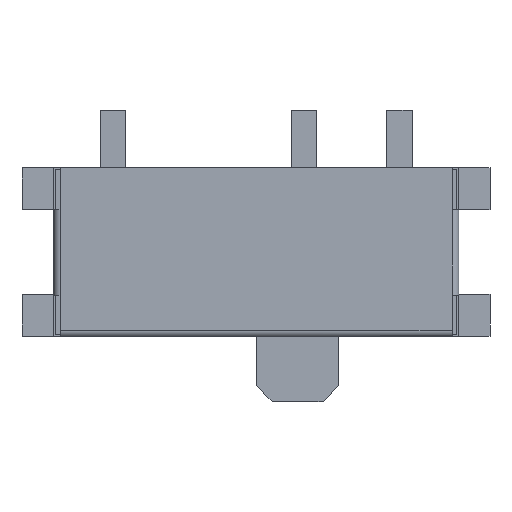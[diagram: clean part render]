
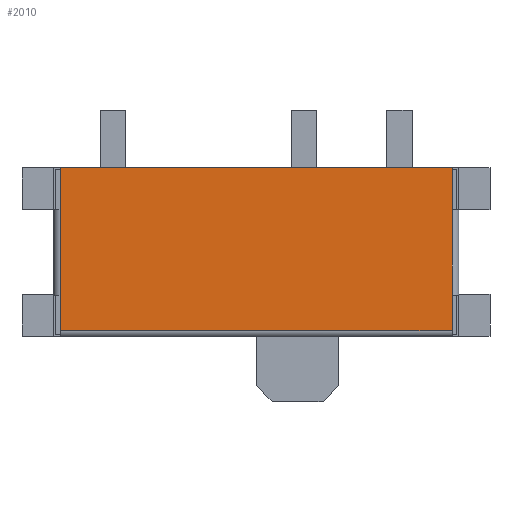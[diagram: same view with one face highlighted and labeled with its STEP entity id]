
A CAD part, top view. The second image highlights one B-rep face of the part: STEP entity #2010.
In plain terms, the highlighted planar face has unit normal (0, 0, 1).
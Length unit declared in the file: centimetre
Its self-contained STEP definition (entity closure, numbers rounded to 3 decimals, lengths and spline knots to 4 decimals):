
#11 = VERTEX_POINT ( 'NONE', #1274 ) ;
#22 = EDGE_CURVE ( 'NONE', #150, #1135, #2363, .T. ) ;
#37 = CARTESIAN_POINT ( 'NONE',  ( 0.3081, -0.0675, 0.14 ) ) ;
#122 = DIRECTION ( 'NONE',  ( -1., 0., 0. ) ) ;
#150 = VERTEX_POINT ( 'NONE', #4405 ) ;
#369 = ORIENTED_EDGE ( 'NONE', *, *, #22, .T. ) ;
#374 = VECTOR ( 'NONE', #4107, 100. ) ;
#545 = CARTESIAN_POINT ( 'NONE',  ( 0., -0.1232, 0.14 ) ) ;
#608 = CARTESIAN_POINT ( 'NONE',  ( 0.3077, 0.0005, 0.14 ) ) ;
#633 = CARTESIAN_POINT ( 'NONE',  ( 0.3077, 0.0669, 0.14 ) ) ;
#641 = ORIENTED_EDGE ( 'NONE', *, *, #2566, .T. ) ;
#883 = EDGE_CURVE ( 'NONE', #1135, #11, #1049, .T. ) ;
#885 = CARTESIAN_POINT ( 'NONE',  ( 0.3077, 0.133, 0.14 ) ) ;
#927 = ORIENTED_EDGE ( 'NONE', *, *, #1810, .T. ) ;
#965 = VERTEX_POINT ( 'NONE', #37 ) ;
#1049 = LINE ( 'NONE', #3148, #2896 ) ;
#1054 = DIRECTION ( 'NONE',  ( 0., -1., 0. ) ) ;
#1062 = ORIENTED_EDGE ( 'NONE', *, *, #883, .T. ) ;
#1135 = VERTEX_POINT ( 'NONE', #3962 ) ;
#1274 = CARTESIAN_POINT ( 'NONE',  ( 0.3077, -0.0675, 0.14 ) ) ;
#1281 = VERTEX_POINT ( 'NONE', #885 ) ;
#1295 = LINE ( 'NONE', #2563, #2211 ) ;
#1361 = CARTESIAN_POINT ( 'NONE',  ( 0., 0.0005, 0.14 ) ) ;
#1423 = LINE ( 'NONE', #608, #374 ) ;
#1435 = VECTOR ( 'NONE', #2254, 100. ) ;
#1461 = LINE ( 'NONE', #3982, #3096 ) ;
#1555 = DIRECTION ( 'NONE',  ( 0., 1., 0. ) ) ;
#1714 = DIRECTION ( 'NONE',  ( 0., -1., 0. ) ) ;
#1810 = EDGE_CURVE ( 'NONE', #2021, #1281, #1423, .T. ) ;
#2010 = ADVANCED_FACE ( 'NONE', ( #2343 ), #4478, .T. ) ;
#2021 = VERTEX_POINT ( 'NONE', #633 ) ;
#2084 = CARTESIAN_POINT ( 'NONE',  ( -0.3081, 0.0005, 0.14 ) ) ;
#2211 = VECTOR ( 'NONE', #122, 100. ) ;
#2216 = ORIENTED_EDGE ( 'NONE', *, *, #4454, .T. ) ;
#2254 = DIRECTION ( 'NONE',  ( 1., 0., 0. ) ) ;
#2343 = FACE_OUTER_BOUND ( 'NONE', #3622, .T. ) ;
#2363 = LINE ( 'NONE', #545, #1435 ) ;
#2563 = CARTESIAN_POINT ( 'NONE',  ( 0., 0.133, 0.14 ) ) ;
#2566 = EDGE_CURVE ( 'NONE', #11, #965, #3808, .T. ) ;
#2578 = DIRECTION ( 'NONE',  ( -1., 0., 0. ) ) ;
#2606 = VERTEX_POINT ( 'NONE', #3175 ) ;
#2705 = LINE ( 'NONE', #3485, #3518 ) ;
#2797 = DIRECTION ( 'NONE',  ( 0., 1., 0. ) ) ;
#2821 = LINE ( 'NONE', #2084, #3627 ) ;
#2894 = VECTOR ( 'NONE', #3513, 100. ) ;
#2896 = VECTOR ( 'NONE', #2797, 100. ) ;
#2981 = EDGE_CURVE ( 'NONE', #965, #3123, #1461, .T. ) ;
#3096 = VECTOR ( 'NONE', #1555, 100. ) ;
#3123 = VERTEX_POINT ( 'NONE', #4477 ) ;
#3148 = CARTESIAN_POINT ( 'NONE',  ( 0.3077, 0.0005, 0.14 ) ) ;
#3175 = CARTESIAN_POINT ( 'NONE',  ( -0.3081, 0.133, 0.14 ) ) ;
#3238 = EDGE_CURVE ( 'NONE', #2606, #150, #2821, .T. ) ;
#3287 = EDGE_CURVE ( 'NONE', #3123, #2021, #2705, .T. ) ;
#3485 = CARTESIAN_POINT ( 'NONE',  ( 0., 0.0669, 0.14 ) ) ;
#3513 = DIRECTION ( 'NONE',  ( 1., 0., 0. ) ) ;
#3518 = VECTOR ( 'NONE', #2578, 100. ) ;
#3622 = EDGE_LOOP ( 'NONE', ( #1062, #641, #3671, #3998, #927, #2216, #4284, #369 ) ) ;
#3627 = VECTOR ( 'NONE', #1054, 100. ) ;
#3671 = ORIENTED_EDGE ( 'NONE', *, *, #2981, .T. ) ;
#3789 = DIRECTION ( 'NONE',  ( 0., 0., 1. ) ) ;
#3808 = LINE ( 'NONE', #3847, #2894 ) ;
#3847 = CARTESIAN_POINT ( 'NONE',  ( 0., -0.0675, 0.14 ) ) ;
#3962 = CARTESIAN_POINT ( 'NONE',  ( 0.3077, -0.1232, 0.14 ) ) ;
#3982 = CARTESIAN_POINT ( 'NONE',  ( 0.3081, 0.0005, 0.14 ) ) ;
#3998 = ORIENTED_EDGE ( 'NONE', *, *, #3287, .T. ) ;
#4107 = DIRECTION ( 'NONE',  ( 0., 1., 0. ) ) ;
#4248 = AXIS2_PLACEMENT_3D ( 'NONE', #1361, #3789, #1714 ) ;
#4284 = ORIENTED_EDGE ( 'NONE', *, *, #3238, .T. ) ;
#4405 = CARTESIAN_POINT ( 'NONE',  ( -0.3081, -0.1232, 0.14 ) ) ;
#4454 = EDGE_CURVE ( 'NONE', #1281, #2606, #1295, .T. ) ;
#4477 = CARTESIAN_POINT ( 'NONE',  ( 0.3081, 0.0669, 0.14 ) ) ;
#4478 = PLANE ( 'NONE',  #4248 ) ;
